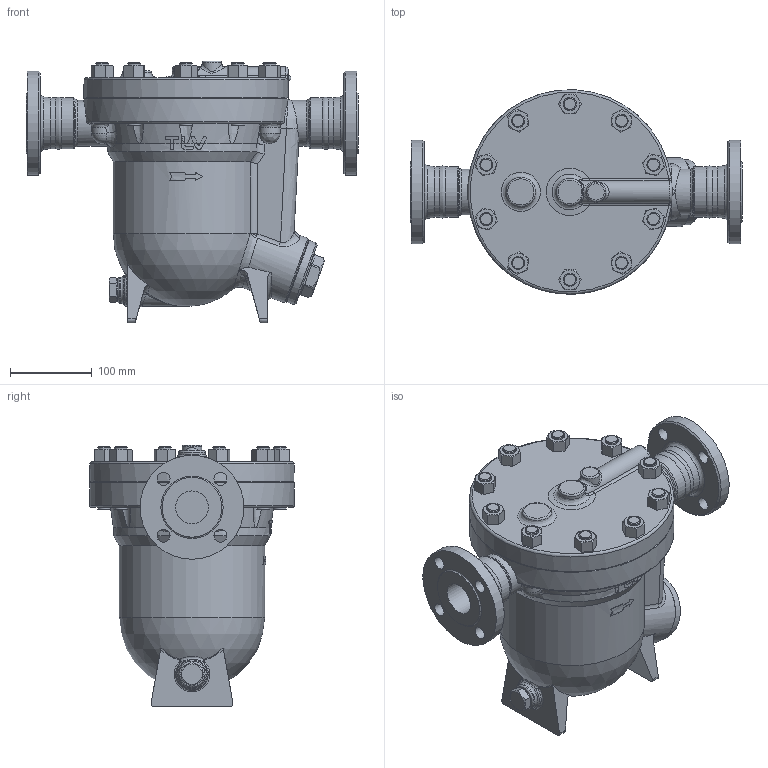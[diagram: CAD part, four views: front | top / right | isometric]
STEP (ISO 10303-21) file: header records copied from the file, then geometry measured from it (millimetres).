
FILE_DESCRIPTION((''),'2;1');
FILE_NAME('j72rb-040-a0150-00.stp','2010-08-24T15:56:50',('nakaot'),(''),'Autodesk Inventor 2008','Autodesk Inventor 2008','');
FILE_SCHEMA(('AUTOMOTIVE_DESIGN { 1 0 10303 214 1 1 1 1 }'));
Length unit declared in the file: millimetre
Products named in the file (1): j72rb-040-a0150-00
Bounding box: 406 x 250 x 320 mm (x, y, z)
Volume: 9541618.1 mm3; surface area: 482336.3 mm2
Topology: 5 solids, 5 shells, 510 faces, 1212 edges, 750 vertices
Faces by surface type: plane 165, bspline 117, cone 110, cylinder 101, torus 13, sphere 4
Full cylindrical faces by diameter (mm): 13.835 x2, 16 x30, 24 x1, 26 x1, 32 x1, 40 x1, 56 x2, 62 x3, 78 x1, 80 x1, 84 x1, 127 x1, 150 x1, 250 x2
Entity records: 23980 total; most frequent: CARTESIAN_POINT 13796, ORIENTED_EDGE 2114, DIRECTION 1886, EDGE_CURVE 1057, AXIS2_PLACEMENT_3D 819, VERTEX_POINT 720, EDGE_LOOP 709, FACE_OUTER_BOUND 510
